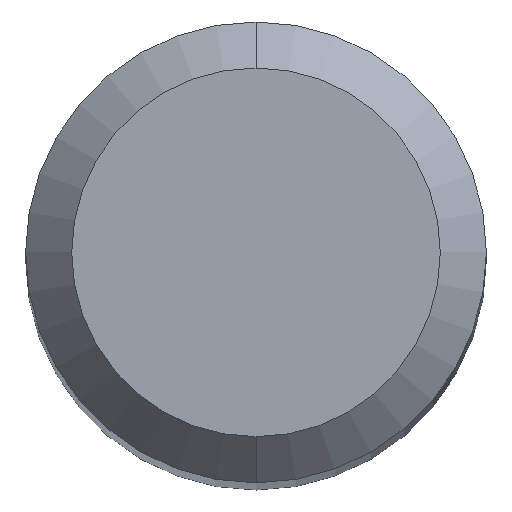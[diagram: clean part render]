
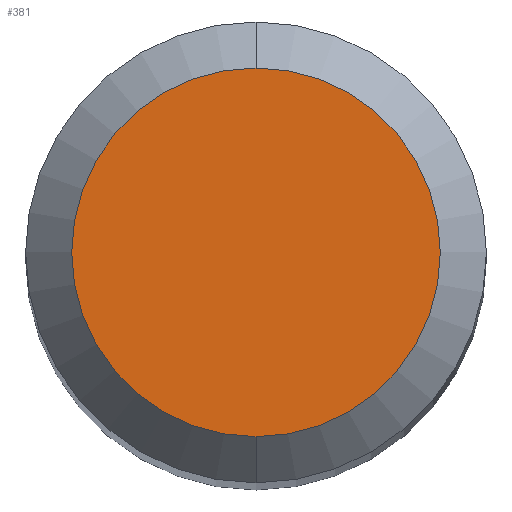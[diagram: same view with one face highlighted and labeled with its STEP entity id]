
A CAD part, top view. The second image highlights one B-rep face of the part: STEP entity #381.
In plain terms, the highlighted planar face has unit normal (0, 0, 1).
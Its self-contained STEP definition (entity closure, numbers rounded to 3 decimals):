
#195=VERTEX_POINT('',#505);
#239=EDGE_CURVE('',#195,#371,#552,.T.);
#371=VERTEX_POINT('',#693);
#381=ADVANCED_FACE('',(#706),#707,.T.);
#411=EDGE_CURVE('',#371,#195,#741,.T.);
#505=CARTESIAN_POINT('',(0.0,1.2,0.0));
#552=CIRCLE('',#941,1.2);
#693=CARTESIAN_POINT('',(0.,-1.2,0.0));
#706=FACE_OUTER_BOUND('',#1288,.T.);
#707=PLANE('',#1289);
#741=CIRCLE('',#1335,1.2);
#941=AXIS2_PLACEMENT_3D('',#1516,#1517,#1518);
#1288=EDGE_LOOP('',(#1684,#1685));
#1289=AXIS2_PLACEMENT_3D('',#1686,#1687,#1688);
#1335=AXIS2_PLACEMENT_3D('',#1731,#1732,#1733);
#1516=CARTESIAN_POINT('',(0.0,0.0,0.0));
#1517=DIRECTION('',(0.0,0.0,-1.0));
#1518=DIRECTION('',(0.0,1.0,0.0));
#1684=ORIENTED_EDGE('',*,*,#239,.F.);
#1685=ORIENTED_EDGE('',*,*,#411,.F.);
#1686=CARTESIAN_POINT('',(0.0,0.6,0.0));
#1687=DIRECTION('',(-0.0,0.0,1.0));
#1688=DIRECTION('',(0.0,-1.0,0.0));
#1731=CARTESIAN_POINT('',(0.0,0.0,0.0));
#1732=DIRECTION('',(0.0,0.0,-1.0));
#1733=DIRECTION('',(0.0,1.0,0.0));
